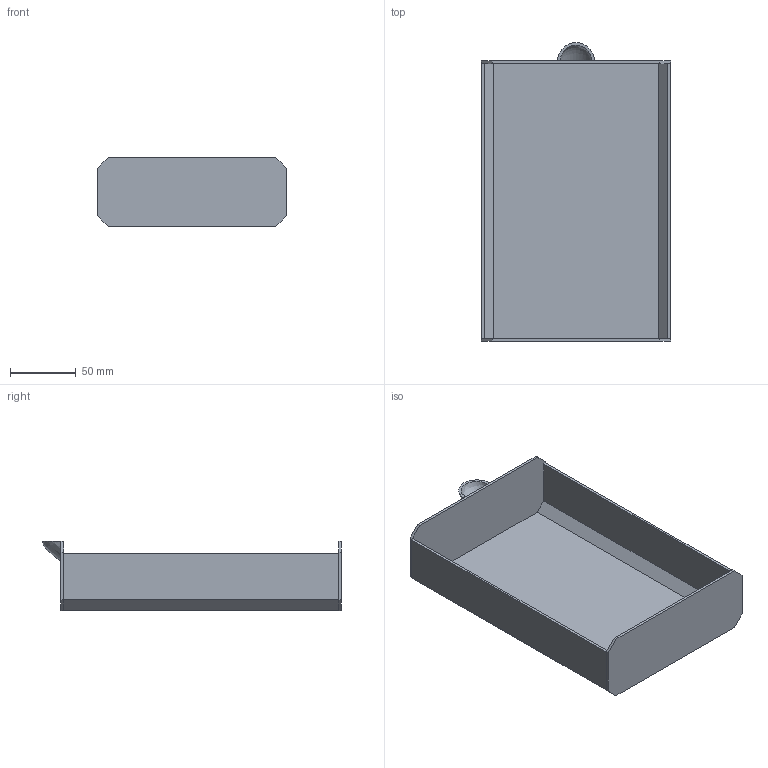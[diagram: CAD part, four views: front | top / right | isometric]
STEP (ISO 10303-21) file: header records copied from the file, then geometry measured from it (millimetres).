
FILE_DESCRIPTION(/* description */ ('STEP AP242','CAx-IF Rec.Pracs.---Representation and Presentation of Product Manufacturing Information (PMI)---4.0---2014-10-13','CAx-IF Rec.Pracs.---3D Tessellated Geometry---0.4---2014-09-14','2;1'),/* implementation_level */ '2;1');
FILE_NAME(/* name */ '6463ff867e978335a9ebe20a',/* time_stamp */ '2023-05-16T22:11:18Z',/* author */ (''),/* organization */ (''),/* preprocessor_version */ 'ST-DEVELOPER v19.4',/* originating_system */ ' ',/* authorisation */ ' ');
FILE_SCHEMA (('AP242_MANAGED_MODEL_BASED_3D_ENGINEERING_MIM_LF { 1 0 10303 442 1 1 4 }'));
Length unit declared in the file: metre
Products named in the file (6): Bottom; Left; Right; Back; Handle; Front
Bounding box: 144.39 x 228 x 52.9 mm (x, y, z)
Volume: 122660.3 mm3; surface area: 127822.6 mm2
Topology: 6 solids, 6 shells, 49 faces, 115 edges, 74 vertices
Faces by surface type: plane 46, bspline 3
Entity records: 1687 total; most frequent: CARTESIAN_POINT 443, ORIENTED_EDGE 222, DIRECTION 218, EDGE_CURVE 111, LINE 104, VECTOR 104, VERTEX_POINT 74, AXIS2_PLACEMENT_3D 57
